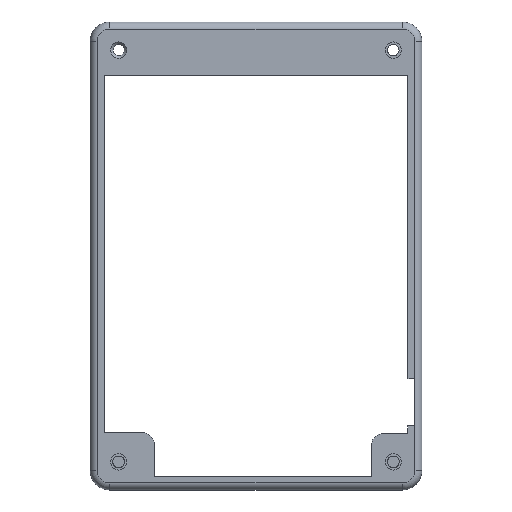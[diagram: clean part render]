
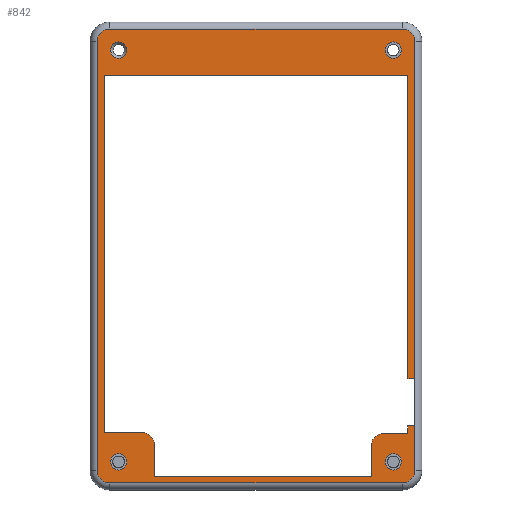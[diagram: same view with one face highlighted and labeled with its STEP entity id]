
A CAD part, top view. The second image highlights one B-rep face of the part: STEP entity #842.
In plain terms, the highlighted planar face has unit normal (0, 0, 1).
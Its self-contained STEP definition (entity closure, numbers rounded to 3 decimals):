
#32=FACE_BOUND('',#122,.T.);
#33=FACE_BOUND('',#123,.T.);
#34=FACE_BOUND('',#124,.T.);
#35=FACE_BOUND('',#125,.T.);
#41=PLANE('',#906);
#67=FACE_OUTER_BOUND('',#121,.T.);
#121=EDGE_LOOP('',(#623,#624,#625,#626,#627,#628,#629,#630,#631,#632,#633,
#634,#635,#636,#637,#638,#639,#640,#641,#642,#643,#644));
#122=EDGE_LOOP('',(#645));
#123=EDGE_LOOP('',(#646));
#124=EDGE_LOOP('',(#647));
#125=EDGE_LOOP('',(#648));
#184=LINE('',#1292,#266);
#187=LINE('',#1297,#269);
#190=LINE('',#1306,#272);
#193=LINE('',#1311,#275);
#195=LINE('',#1355,#277);
#196=LINE('',#1357,#278);
#197=LINE('',#1359,#279);
#198=LINE('',#1361,#280);
#199=LINE('',#1363,#281);
#200=LINE('',#1365,#282);
#201=LINE('',#1369,#283);
#202=LINE('',#1373,#284);
#203=LINE('',#1377,#285);
#204=LINE('',#1381,#286);
#205=LINE('',#1383,#287);
#206=LINE('',#1384,#288);
#266=VECTOR('',#1020,10.);
#269=VECTOR('',#1025,10.);
#272=VECTOR('',#1034,10.);
#275=VECTOR('',#1039,10.);
#277=VECTOR('',#1047,10.);
#278=VECTOR('',#1048,10.);
#279=VECTOR('',#1049,10.);
#280=VECTOR('',#1050,10.);
#281=VECTOR('',#1051,10.);
#282=VECTOR('',#1052,10.);
#283=VECTOR('',#1055,10.);
#284=VECTOR('',#1058,10.);
#285=VECTOR('',#1061,10.);
#286=VECTOR('',#1064,10.);
#287=VECTOR('',#1065,10.);
#288=VECTOR('',#1066,10.);
#330=CIRCLE('',#886,3.);
#341=CIRCLE('',#901,3.);
#342=CIRCLE('',#905,2.053);
#343=CIRCLE('',#907,3.2);
#344=CIRCLE('',#908,3.2);
#345=CIRCLE('',#909,3.2);
#346=CIRCLE('',#910,3.2);
#347=CIRCLE('',#911,2.053);
#348=CIRCLE('',#912,2.053);
#349=CIRCLE('',#913,2.053);
#368=VERTEX_POINT('',#1232);
#369=VERTEX_POINT('',#1233);
#396=VERTEX_POINT('',#1291);
#397=VERTEX_POINT('',#1295);
#398=VERTEX_POINT('',#1299);
#399=VERTEX_POINT('',#1300);
#400=VERTEX_POINT('',#1305);
#401=VERTEX_POINT('',#1309);
#404=VERTEX_POINT('',#1333);
#405=VERTEX_POINT('',#1356);
#406=VERTEX_POINT('',#1358);
#407=VERTEX_POINT('',#1360);
#408=VERTEX_POINT('',#1362);
#409=VERTEX_POINT('',#1364);
#410=VERTEX_POINT('',#1366);
#411=VERTEX_POINT('',#1368);
#412=VERTEX_POINT('',#1370);
#413=VERTEX_POINT('',#1372);
#414=VERTEX_POINT('',#1374);
#415=VERTEX_POINT('',#1376);
#416=VERTEX_POINT('',#1378);
#417=VERTEX_POINT('',#1380);
#418=VERTEX_POINT('',#1382);
#419=VERTEX_POINT('',#1385);
#420=VERTEX_POINT('',#1387);
#421=VERTEX_POINT('',#1389);
#444=EDGE_CURVE('',#368,#369,#330,.T.);
#473=EDGE_CURVE('',#396,#369,#184,.T.);
#476=EDGE_CURVE('',#368,#397,#187,.T.);
#477=EDGE_CURVE('',#398,#399,#341,.T.);
#480=EDGE_CURVE('',#400,#399,#190,.T.);
#483=EDGE_CURVE('',#398,#401,#193,.T.);
#486=EDGE_CURVE('',#404,#404,#342,.T.);
#488=EDGE_CURVE('',#400,#397,#195,.F.);
#489=EDGE_CURVE('',#405,#401,#196,.F.);
#490=EDGE_CURVE('',#406,#405,#197,.F.);
#491=EDGE_CURVE('',#407,#406,#198,.F.);
#492=EDGE_CURVE('',#407,#408,#199,.F.);
#493=EDGE_CURVE('',#408,#409,#200,.F.);
#494=EDGE_CURVE('',#409,#410,#343,.T.);
#495=EDGE_CURVE('',#410,#411,#201,.F.);
#496=EDGE_CURVE('',#411,#412,#344,.T.);
#497=EDGE_CURVE('',#412,#413,#202,.F.);
#498=EDGE_CURVE('',#413,#414,#345,.T.);
#499=EDGE_CURVE('',#414,#415,#203,.F.);
#500=EDGE_CURVE('',#415,#416,#346,.T.);
#501=EDGE_CURVE('',#416,#417,#204,.F.);
#502=EDGE_CURVE('',#417,#418,#205,.F.);
#503=EDGE_CURVE('',#396,#418,#206,.F.);
#504=EDGE_CURVE('',#419,#419,#347,.T.);
#505=EDGE_CURVE('',#420,#420,#348,.T.);
#506=EDGE_CURVE('',#421,#421,#349,.T.);
#623=ORIENTED_EDGE('',*,*,#444,.F.);
#624=ORIENTED_EDGE('',*,*,#476,.T.);
#625=ORIENTED_EDGE('',*,*,#488,.F.);
#626=ORIENTED_EDGE('',*,*,#480,.T.);
#627=ORIENTED_EDGE('',*,*,#477,.F.);
#628=ORIENTED_EDGE('',*,*,#483,.T.);
#629=ORIENTED_EDGE('',*,*,#489,.F.);
#630=ORIENTED_EDGE('',*,*,#490,.F.);
#631=ORIENTED_EDGE('',*,*,#491,.F.);
#632=ORIENTED_EDGE('',*,*,#492,.T.);
#633=ORIENTED_EDGE('',*,*,#493,.T.);
#634=ORIENTED_EDGE('',*,*,#494,.T.);
#635=ORIENTED_EDGE('',*,*,#495,.T.);
#636=ORIENTED_EDGE('',*,*,#496,.T.);
#637=ORIENTED_EDGE('',*,*,#497,.T.);
#638=ORIENTED_EDGE('',*,*,#498,.T.);
#639=ORIENTED_EDGE('',*,*,#499,.T.);
#640=ORIENTED_EDGE('',*,*,#500,.T.);
#641=ORIENTED_EDGE('',*,*,#501,.T.);
#642=ORIENTED_EDGE('',*,*,#502,.T.);
#643=ORIENTED_EDGE('',*,*,#503,.F.);
#644=ORIENTED_EDGE('',*,*,#473,.T.);
#645=ORIENTED_EDGE('',*,*,#504,.F.);
#646=ORIENTED_EDGE('',*,*,#505,.F.);
#647=ORIENTED_EDGE('',*,*,#506,.F.);
#648=ORIENTED_EDGE('',*,*,#486,.F.);
#842=ADVANCED_FACE('',(#67,#32,#33,#34,#35),#41,.F.);
#886=AXIS2_PLACEMENT_3D('',#1234,#976,#977);
#901=AXIS2_PLACEMENT_3D('',#1301,#1028,#1029);
#905=AXIS2_PLACEMENT_3D('',#1335,#1043,#1044);
#906=AXIS2_PLACEMENT_3D('',#1354,#1045,#1046);
#907=AXIS2_PLACEMENT_3D('',#1367,#1053,#1054);
#908=AXIS2_PLACEMENT_3D('',#1371,#1056,#1057);
#909=AXIS2_PLACEMENT_3D('',#1375,#1059,#1060);
#910=AXIS2_PLACEMENT_3D('',#1379,#1062,#1063);
#911=AXIS2_PLACEMENT_3D('',#1386,#1067,#1068);
#912=AXIS2_PLACEMENT_3D('',#1388,#1069,#1070);
#913=AXIS2_PLACEMENT_3D('',#1390,#1071,#1072);
#976=DIRECTION('center_axis',(0.,0.,-1.));
#977=DIRECTION('ref_axis',(-0.707,0.707,0.));
#1020=DIRECTION('',(-1.,0.,0.));
#1025=DIRECTION('',(0.,-1.,0.));
#1028=DIRECTION('center_axis',(0.,0.,-1.));
#1029=DIRECTION('ref_axis',(0.707,0.707,0.));
#1034=DIRECTION('',(0.,1.,0.));
#1039=DIRECTION('',(-1.,0.,0.));
#1043=DIRECTION('center_axis',(0.,0.,1.));
#1044=DIRECTION('ref_axis',(1.,0.,0.));
#1045=DIRECTION('center_axis',(0.,0.,-1.));
#1046=DIRECTION('ref_axis',(1.,0.,0.));
#1047=DIRECTION('',(-1.,0.,0.));
#1048=DIRECTION('',(0.,1.,0.));
#1049=DIRECTION('',(1.,0.,0.));
#1050=DIRECTION('',(0.,-1.,0.));
#1051=DIRECTION('',(-1.,0.,0.));
#1052=DIRECTION('',(0.,-1.,0.));
#1053=DIRECTION('center_axis',(0.,0.,1.));
#1054=DIRECTION('ref_axis',(0.707,0.707,0.));
#1055=DIRECTION('',(1.,0.,0.));
#1056=DIRECTION('center_axis',(0.,0.,1.));
#1057=DIRECTION('ref_axis',(-0.707,0.707,0.));
#1058=DIRECTION('',(0.,1.,0.));
#1059=DIRECTION('center_axis',(0.,0.,1.));
#1060=DIRECTION('ref_axis',(-0.707,-0.707,0.));
#1061=DIRECTION('',(-1.,0.,0.));
#1062=DIRECTION('center_axis',(0.,0.,1.));
#1063=DIRECTION('ref_axis',(0.707,-0.707,0.));
#1064=DIRECTION('',(0.,-1.,0.));
#1065=DIRECTION('',(1.,0.,0.));
#1066=DIRECTION('',(0.,-1.,0.));
#1067=DIRECTION('center_axis',(0.,0.,1.));
#1068=DIRECTION('ref_axis',(1.,0.,0.));
#1069=DIRECTION('center_axis',(0.,0.,1.));
#1070=DIRECTION('ref_axis',(1.,0.,0.));
#1071=DIRECTION('center_axis',(0.,0.,1.));
#1072=DIRECTION('ref_axis',(1.,0.,0.));
#1232=CARTESIAN_POINT('',(67.329,-93.316,5.));
#1233=CARTESIAN_POINT('',(70.329,-90.316,5.));
#1234=CARTESIAN_POINT('Origin',(70.329,-93.316,5.));
#1291=CARTESIAN_POINT('',(76.6,-90.316,5.));
#1292=CARTESIAN_POINT('',(55.148,-90.316,5.));
#1295=CARTESIAN_POINT('',(67.329,-101.238,5.));
#1297=CARTESIAN_POINT('',(67.329,-73.525,5.));
#1299=CARTESIAN_POINT('',(9.3,-90.154,5.));
#1300=CARTESIAN_POINT('',(12.3,-93.154,5.));
#1301=CARTESIAN_POINT('Origin',(9.3,-93.154,5.));
#1305=CARTESIAN_POINT('',(12.3,-101.238,5.));
#1306=CARTESIAN_POINT('',(12.3,-71.092,5.));
#1309=CARTESIAN_POINT('',(-0.4,-90.154,5.));
#1311=CARTESIAN_POINT('',(18.8,-90.154,5.));
#1333=CARTESIAN_POINT('',(1.249,-97.536,5.));
#1335=CARTESIAN_POINT('Origin',(3.302,-97.536,5.));
#1354=CARTESIAN_POINT('Origin',(38.1,-45.35,5.));
#1355=CARTESIAN_POINT('',(18.55,-101.238,5.));
#1356=CARTESIAN_POINT('',(-0.4,0.438,5.));
#1357=CARTESIAN_POINT('',(-0.4,-21.175,5.));
#1358=CARTESIAN_POINT('',(76.6,0.438,5.));
#1359=CARTESIAN_POINT('',(57.65,0.438,5.));
#1360=CARTESIAN_POINT('',(76.6,-76.435,5.));
#1361=CARTESIAN_POINT('',(76.6,-69.525,5.));
#1362=CARTESIAN_POINT('',(78.351,-76.435,5.));
#1363=CARTESIAN_POINT('',(57.4,-76.435,5.));
#1364=CARTESIAN_POINT('',(78.351,8.951,5.));
#1365=CARTESIAN_POINT('',(78.351,-18.675,5.));
#1366=CARTESIAN_POINT('',(75.151,12.151,5.));
#1367=CARTESIAN_POINT('Origin',(75.151,8.951,5.));
#1368=CARTESIAN_POINT('',(1.049,12.151,5.));
#1369=CARTESIAN_POINT('',(20.05,12.151,5.));
#1370=CARTESIAN_POINT('',(-2.151,8.951,5.));
#1371=CARTESIAN_POINT('Origin',(1.049,8.951,5.));
#1372=CARTESIAN_POINT('',(-2.151,-99.651,5.));
#1373=CARTESIAN_POINT('',(-2.151,-72.025,5.));
#1374=CARTESIAN_POINT('',(1.049,-102.851,5.));
#1375=CARTESIAN_POINT('Origin',(1.049,-99.651,5.));
#1376=CARTESIAN_POINT('',(75.151,-102.851,5.));
#1377=CARTESIAN_POINT('',(56.15,-102.851,5.));
#1378=CARTESIAN_POINT('',(78.351,-99.651,5.));
#1379=CARTESIAN_POINT('Origin',(75.151,-99.651,5.));
#1380=CARTESIAN_POINT('',(78.351,-88.411,5.));
#1381=CARTESIAN_POINT('',(78.351,-18.675,5.));
#1382=CARTESIAN_POINT('',(76.6,-88.411,5.));
#1383=CARTESIAN_POINT('',(58.226,-88.411,5.));
#1384=CARTESIAN_POINT('',(76.6,-69.525,5.));
#1385=CARTESIAN_POINT('',(70.845,-97.536,5.));
#1386=CARTESIAN_POINT('Origin',(72.898,-97.536,5.));
#1387=CARTESIAN_POINT('',(70.845,6.836,5.));
#1388=CARTESIAN_POINT('Origin',(72.898,6.836,5.));
#1389=CARTESIAN_POINT('',(1.249,6.836,5.));
#1390=CARTESIAN_POINT('Origin',(3.302,6.836,5.));
